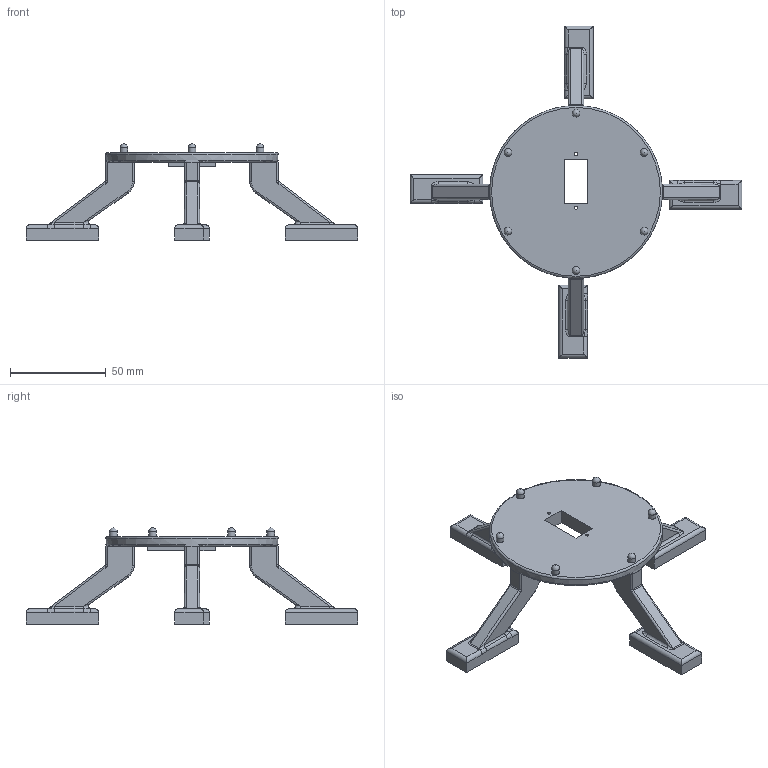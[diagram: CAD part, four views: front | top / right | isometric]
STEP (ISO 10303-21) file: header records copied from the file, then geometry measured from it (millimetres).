
FILE_DESCRIPTION(/* description */ (''),/* implementation_level */ '2;1');
FILE_NAME(/* name */ 'Base (1)2.0.stp',/* time_stamp */ '2024-10-02T01:55:48+05:00',/* author */ ('HUSTLER'),/* organization */ (''),/* preprocessor_version */ 'ST-DEVELOPER v18.1',/* originating_system */ 'Autodesk Inventor 2022',/* authorisation */ '');
FILE_SCHEMA (('AUTOMOTIVE_DESIGN { 1 0 10303 214 3 1 1 }'));
Length unit declared in the file: millimetre
Products named in the file (1): Base
Bounding box: 172.98 x 172.98 x 50.15 mm (x, y, z)
Volume: 68396.9 mm3; surface area: 28138.7 mm2
Topology: 1 solids, 1 shells, 207 faces, 510 edges, 306 vertices
Faces by surface type: cylinder 89, plane 67, bspline 24, torus 21, sphere 6
Full cylindrical faces by diameter (mm): 1.66 x2, 4 x6, 90 x1
Entity records: 7257 total; most frequent: CARTESIAN_POINT 2315, DIRECTION 1063, ORIENTED_EDGE 1008, EDGE_CURVE 504, AXIS2_PLACEMENT_3D 407, VERTEX_POINT 306, LINE 249, VECTOR 249
